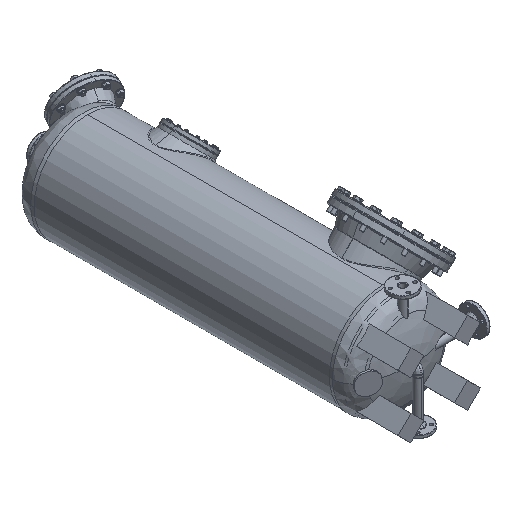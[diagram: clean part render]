
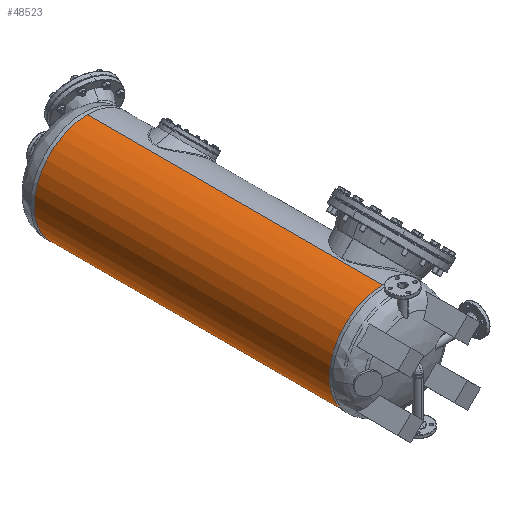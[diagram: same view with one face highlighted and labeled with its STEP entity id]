
A CAD part, isometric view. The second image highlights one B-rep face of the part: STEP entity #48523.
In plain terms, the highlighted cylindrical face has radius 306 mm (diameter 612 mm), a partial arc.
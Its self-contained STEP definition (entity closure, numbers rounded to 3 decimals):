
#3166 = CARTESIAN_POINT ( 'NONE',  ( 0., 1867.086, -306. ) ) ;
#4050 = FACE_OUTER_BOUND ( 'NONE', #44689, .T. ) ;
#4159 = ORIENTED_EDGE ( 'NONE', *, *, #42984, .T. ) ;
#5312 = EDGE_CURVE ( 'NONE', #49440, #33694, #44588, .T. ) ;
#5418 = AXIS2_PLACEMENT_3D ( 'NONE', #18214, #51597, #18485 ) ;
#6625 = VECTOR ( 'NONE', #7938, 1000. ) ;
#7556 = CARTESIAN_POINT ( 'NONE',  ( 0., 0., -306. ) ) ;
#7938 = DIRECTION ( 'NONE',  ( 0., 1., 0. ) ) ;
#9570 = ORIENTED_EDGE ( 'NONE', *, *, #15400, .F. ) ;
#9983 = CIRCLE ( 'NONE', #52651, 306. ) ;
#10135 = CARTESIAN_POINT ( 'NONE',  ( 0., 168.914, 306. ) ) ;
#12306 = DIRECTION ( 'NONE',  ( 0., 1., 0. ) ) ;
#12499 = CARTESIAN_POINT ( 'NONE',  ( 0., 168.914, 0. ) ) ;
#12994 = CARTESIAN_POINT ( 'NONE',  ( -306., 168.914, 0. ) ) ;
#13906 = CARTESIAN_POINT ( 'NONE',  ( 0., 168.914, 0. ) ) ;
#14202 = CIRCLE ( 'NONE', #35521, 306. ) ;
#15400 = EDGE_CURVE ( 'NONE', #44499, #50338, #9983, .T. ) ;
#15576 = LINE ( 'NONE', #7556, #32382 ) ;
#15814 = CYLINDRICAL_SURFACE ( 'NONE', #31131, 306. ) ;
#16332 = CARTESIAN_POINT ( 'NONE',  ( 0., 0., 0. ) ) ;
#17450 = DIRECTION ( 'NONE',  ( 0., -1., 0. ) ) ;
#18214 = CARTESIAN_POINT ( 'NONE',  ( 0., 1867.086, 0. ) ) ;
#18485 = DIRECTION ( 'NONE',  ( 0., 0., 1. ) ) ;
#20782 = DIRECTION ( 'NONE',  ( 0., 1., 0. ) ) ;
#27170 = LINE ( 'NONE', #48517, #6625 ) ;
#27629 = EDGE_CURVE ( 'NONE', #36984, #49440, #14202, .T. ) ;
#28555 = EDGE_CURVE ( 'NONE', #50338, #36984, #27170, .T. ) ;
#28912 = ORIENTED_EDGE ( 'NONE', *, *, #28555, .F. ) ;
#29648 = DIRECTION ( 'NONE',  ( 0., 1., 0. ) ) ;
#31131 = AXIS2_PLACEMENT_3D ( 'NONE', #16332, #12306, #48371 ) ;
#31855 = DIRECTION ( 'NONE',  ( 0., 1., 0. ) ) ;
#32382 = VECTOR ( 'NONE', #31855, 1000. ) ;
#33694 = VERTEX_POINT ( 'NONE', #3166 ) ;
#33993 = CARTESIAN_POINT ( 'NONE',  ( 0., 1867.086, 0. ) ) ;
#35258 = AXIS2_PLACEMENT_3D ( 'NONE', #12499, #20782, #41313 ) ;
#35521 = AXIS2_PLACEMENT_3D ( 'NONE', #33993, #17450, #49756 ) ;
#36195 = CARTESIAN_POINT ( 'NONE',  ( -306., 1867.086, 0. ) ) ;
#36984 = VERTEX_POINT ( 'NONE', #48587 ) ;
#39221 = CARTESIAN_POINT ( 'NONE',  ( 0., 168.914, -306. ) ) ;
#41313 = DIRECTION ( 'NONE',  ( 0., 0., 1. ) ) ;
#42984 = EDGE_CURVE ( 'NONE', #46657, #33694, #15576, .T. ) ;
#44499 = VERTEX_POINT ( 'NONE', #12994 ) ;
#44588 = CIRCLE ( 'NONE', #5418, 306. ) ;
#44689 = EDGE_LOOP ( 'NONE', ( #50198, #4159, #45018, #52032, #28912, #9570 ) ) ;
#45018 = ORIENTED_EDGE ( 'NONE', *, *, #5312, .F. ) ;
#46657 = VERTEX_POINT ( 'NONE', #39221 ) ;
#46833 = EDGE_CURVE ( 'NONE', #46657, #44499, #49750, .T. ) ;
#48371 = DIRECTION ( 'NONE',  ( 0., 0., 1. ) ) ;
#48517 = CARTESIAN_POINT ( 'NONE',  ( 0., 0., 306. ) ) ;
#48523 = ADVANCED_FACE ( 'NONE', ( #4050 ), #15814, .F. ) ;
#48587 = CARTESIAN_POINT ( 'NONE',  ( 0., 1867.086, 306. ) ) ;
#49440 = VERTEX_POINT ( 'NONE', #36195 ) ;
#49750 = CIRCLE ( 'NONE', #35258, 306. ) ;
#49756 = DIRECTION ( 'NONE',  ( 0., 0., 1. ) ) ;
#50198 = ORIENTED_EDGE ( 'NONE', *, *, #46833, .F. ) ;
#50211 = DIRECTION ( 'NONE',  ( 0., 0., 1. ) ) ;
#50338 = VERTEX_POINT ( 'NONE', #10135 ) ;
#51597 = DIRECTION ( 'NONE',  ( 0., -1., 0. ) ) ;
#52032 = ORIENTED_EDGE ( 'NONE', *, *, #27629, .F. ) ;
#52651 = AXIS2_PLACEMENT_3D ( 'NONE', #13906, #29648, #50211 ) ;
